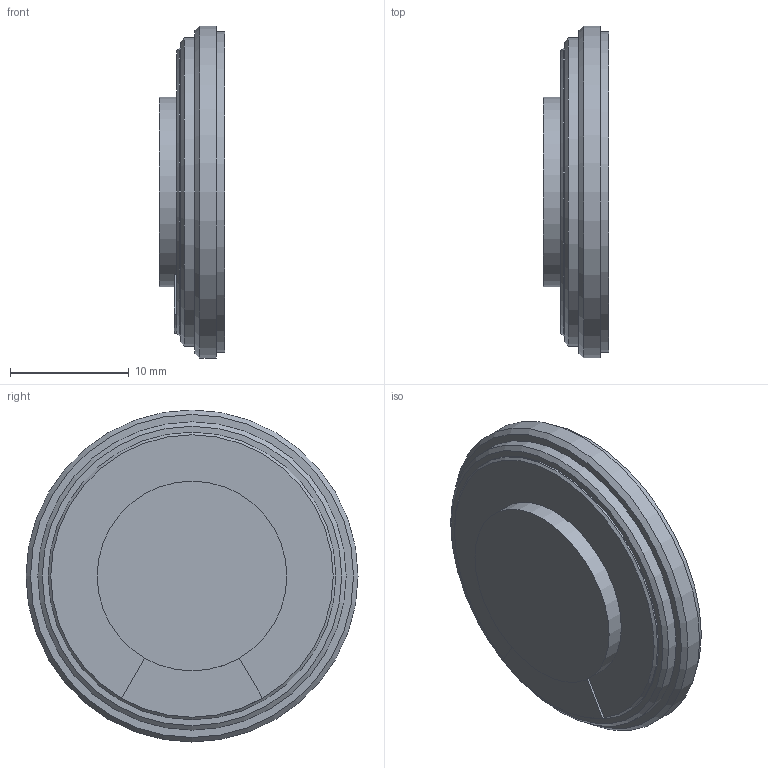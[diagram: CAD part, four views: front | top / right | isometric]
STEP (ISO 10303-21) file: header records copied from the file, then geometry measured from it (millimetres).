
FILE_DESCRIPTION(/* description */ (''),/* implementation_level */ '2;1');
FILE_NAME(/* name */ '28mm 2W 8 Ohm Speaker.step',/* time_stamp */ '2018-03-30T13:00:52+02:00',/* author */ ('rouven.schweitzer'),/* organization */ (''),/* preprocessor_version */ 'ST-DEVELOPER v16.13',/* originating_system */ 'Autodesk Translation Framework v6.5.0.72',/* authorisation */ '');
FILE_SCHEMA (('AUTOMOTIVE_DESIGN { 1 0 10303 214 3 1 1 }'));
Length unit declared in the file: millimetre
Products named in the file (1): 28mm 2W 8 Ohm Speaker
Bounding box: 5.5 x 28 x 28 mm (x, y, z)
Volume: 2354 mm3; surface area: 1925.6 mm2
Topology: 2 solids, 2 shells, 221 faces, 553 edges, 341 vertices
Faces by surface type: plane 155, cylinder 56, cone 10
Full cylindrical faces by diameter (mm): 16 x1, 24.244 x1, 26 x1, 27 x1, 28 x1
Entity records: 6503 total; most frequent: CARTESIAN_POINT 1325, DIRECTION 1122, ORIENTED_EDGE 1104, EDGE_CURVE 552, AXIS2_PLACEMENT_3D 453, VERTEX_POINT 341, CIRCLE 231, EDGE_LOOP 227
